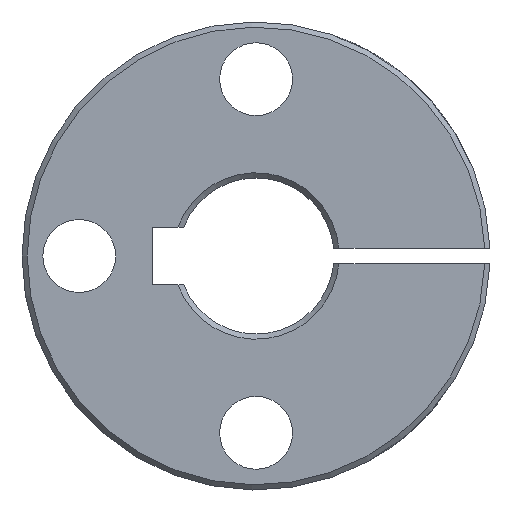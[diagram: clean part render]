
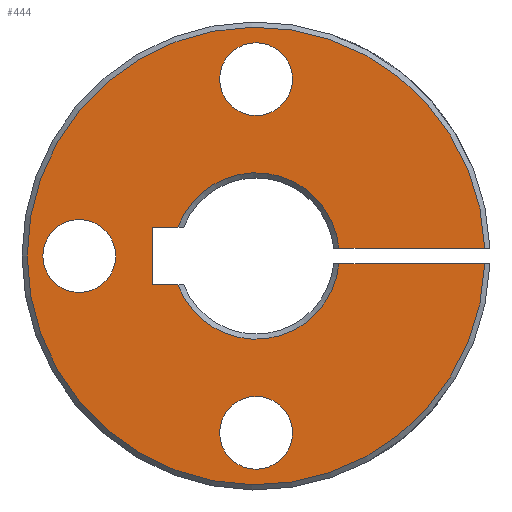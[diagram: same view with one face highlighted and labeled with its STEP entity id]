
A CAD part, left-side view. The second image highlights one B-rep face of the part: STEP entity #444.
In plain terms, the highlighted planar face has unit normal (-1, 0, 0).
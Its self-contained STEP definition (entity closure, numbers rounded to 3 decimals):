
#30=PLANE('',#490);
#57=LINE('',#710,#80);
#58=LINE('',#713,#81);
#59=LINE('',#717,#82);
#60=LINE('',#721,#83);
#61=LINE('',#725,#84);
#80=VECTOR('',#555,1000.);
#81=VECTOR('',#556,1000.);
#82=VECTOR('',#559,1000.);
#83=VECTOR('',#562,1000.);
#84=VECTOR('',#565,1000.);
#111=ORIENTED_EDGE('',*,*,#233,.T.);
#112=ORIENTED_EDGE('',*,*,#234,.T.);
#113=ORIENTED_EDGE('',*,*,#235,.T.);
#114=ORIENTED_EDGE('',*,*,#236,.T.);
#115=ORIENTED_EDGE('',*,*,#237,.F.);
#116=ORIENTED_EDGE('',*,*,#238,.T.);
#117=ORIENTED_EDGE('',*,*,#239,.T.);
#118=ORIENTED_EDGE('',*,*,#240,.T.);
#119=ORIENTED_EDGE('',*,*,#241,.T.);
#120=ORIENTED_EDGE('',*,*,#242,.T.);
#121=ORIENTED_EDGE('',*,*,#243,.T.);
#233=EDGE_CURVE('',#294,#295,#57,.T.);
#234=EDGE_CURVE('',#295,#296,#58,.T.);
#235=EDGE_CURVE('',#296,#297,#333,.T.);
#236=EDGE_CURVE('',#297,#298,#59,.T.);
#237=EDGE_CURVE('',#299,#298,#334,.T.);
#238=EDGE_CURVE('',#299,#300,#60,.T.);
#239=EDGE_CURVE('',#300,#301,#335,.T.);
#240=EDGE_CURVE('',#301,#294,#61,.T.);
#241=EDGE_CURVE('',#302,#302,#336,.T.);
#242=EDGE_CURVE('',#303,#303,#337,.T.);
#243=EDGE_CURVE('',#304,#304,#338,.T.);
#294=VERTEX_POINT('',#711);
#295=VERTEX_POINT('',#712);
#296=VERTEX_POINT('',#714);
#297=VERTEX_POINT('',#716);
#298=VERTEX_POINT('',#718);
#299=VERTEX_POINT('',#720);
#300=VERTEX_POINT('',#722);
#301=VERTEX_POINT('',#724);
#302=VERTEX_POINT('',#727);
#303=VERTEX_POINT('',#729);
#304=VERTEX_POINT('',#731);
#333=CIRCLE('',#491,8.);
#334=CIRCLE('',#492,22.);
#335=CIRCLE('',#493,8.);
#336=CIRCLE('',#494,3.5);
#337=CIRCLE('',#495,3.5);
#338=CIRCLE('',#496,3.5);
#356=EDGE_LOOP('',(#111,#112,#113,#114,#115,#116,#117,#118));
#357=EDGE_LOOP('',(#119));
#358=EDGE_LOOP('',(#120));
#359=EDGE_LOOP('',(#121));
#397=FACE_BOUND('',#356,.T.);
#398=FACE_BOUND('',#357,.T.);
#399=FACE_BOUND('',#358,.T.);
#400=FACE_BOUND('',#359,.T.);
#444=ADVANCED_FACE('',(#397,#398,#399,#400),#30,.T.);
#490=AXIS2_PLACEMENT_3D('',#709,#553,#554);
#491=AXIS2_PLACEMENT_3D('',#715,#557,#558);
#492=AXIS2_PLACEMENT_3D('',#719,#560,#561);
#493=AXIS2_PLACEMENT_3D('',#723,#563,#564);
#494=AXIS2_PLACEMENT_3D('',#726,#566,#567);
#495=AXIS2_PLACEMENT_3D('',#728,#568,#569);
#496=AXIS2_PLACEMENT_3D('',#730,#570,#571);
#553=DIRECTION('',(-1.,0.,0.));
#554=DIRECTION('',(0.,0.,1.));
#555=DIRECTION('',(0.,0.,1.));
#556=DIRECTION('',(0.,-1.,0.));
#557=DIRECTION('',(1.,0.,0.));
#558=DIRECTION('',(0.,0.,-1.));
#559=DIRECTION('',(0.,-1.,0.));
#560=DIRECTION('',(1.,0.,0.));
#561=DIRECTION('',(0.,0.,-1.));
#562=DIRECTION('',(0.,1.,0.));
#563=DIRECTION('',(1.,0.,0.));
#564=DIRECTION('',(0.,0.,-1.));
#565=DIRECTION('',(0.,1.,0.));
#566=DIRECTION('',(1.,0.,0.));
#567=DIRECTION('',(0.,0.,-1.));
#568=DIRECTION('',(1.,0.,0.));
#569=DIRECTION('',(0.,0.,-1.));
#570=DIRECTION('',(1.,0.,0.));
#571=DIRECTION('',(0.,0.,-1.));
#709=CARTESIAN_POINT('',(0.,22.,0.));
#710=CARTESIAN_POINT('',(0.,10.,-2.75));
#711=CARTESIAN_POINT('',(0.,10.,-2.75));
#712=CARTESIAN_POINT('',(0.,10.,2.75));
#713=CARTESIAN_POINT('',(0.,10.,2.75));
#714=CARTESIAN_POINT('',(0.,7.512,2.75));
#715=CARTESIAN_POINT('',(0.,0.,0.));
#716=CARTESIAN_POINT('',(0.,-7.965,0.75));
#717=CARTESIAN_POINT('',(0.,0.,0.75));
#718=CARTESIAN_POINT('',(0.,-21.987,0.75));
#719=CARTESIAN_POINT('',(0.,0.,0.));
#720=CARTESIAN_POINT('',(0.,-21.987,-0.75));
#721=CARTESIAN_POINT('',(0.,-22.5,-0.75));
#722=CARTESIAN_POINT('',(0.,-7.965,-0.75));
#723=CARTESIAN_POINT('',(0.,0.,0.));
#724=CARTESIAN_POINT('',(0.,7.512,-2.75));
#725=CARTESIAN_POINT('',(0.,0.,-2.75));
#726=CARTESIAN_POINT('',(0.,0.,-17.));
#727=CARTESIAN_POINT('',(0.,0.,-20.5));
#728=CARTESIAN_POINT('',(0.,17.,0.));
#729=CARTESIAN_POINT('',(0.,17.,-3.5));
#730=CARTESIAN_POINT('',(0.,0.,17.));
#731=CARTESIAN_POINT('',(0.,0.,13.5));
